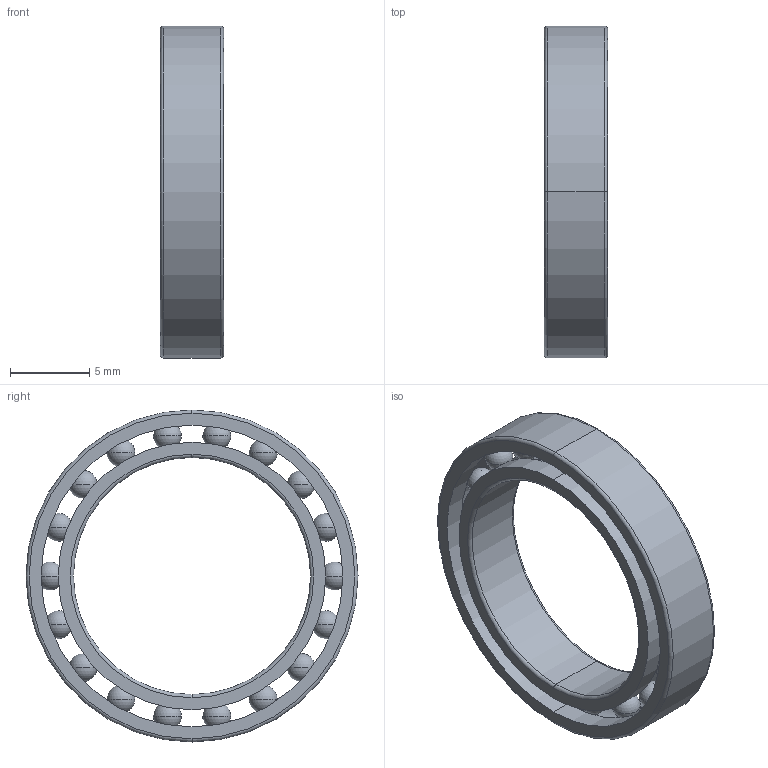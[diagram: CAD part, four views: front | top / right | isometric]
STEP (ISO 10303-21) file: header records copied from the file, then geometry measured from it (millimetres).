
FILE_DESCRIPTION (( 'STEP AP214' ), '1' );
FILE_NAME ('6702 ball bearing.STEP', '2025-02-10T18:05:06', ( '' ), ( '' ), 'SwSTEP 2.0', 'SolidWorks 2024', '' );
FILE_SCHEMA (( 'AUTOMOTIVE_DESIGN' ));
Length unit declared in the file: millimetre
Products named in the file (5): 6702 Outer Ring.stp; 6702 Inner Ring.stp; 6702 Ball.stp; 6702 ball bearing; 6702.stp
Assembly tree (21 placements, depth 3):
  6702 ball bearing
    6702.stp
      6702 Inner Ring.stp
      6702 Outer Ring.stp
      6702 Ball.stp  x18
Bounding box: 4 x 21 x 21 mm (x, y, z)
Volume: 443.6 mm3; surface area: 1305.6 mm2
Topology: 20 solids, 20 shells, 66 faces, 186 edges, 124 vertices
Faces by surface type: sphere 36, torus 14, cylinder 12, plane 4
Entity records: 1119 total; most frequent: DIRECTION 226, CARTESIAN_POINT 155, ORIENTED_EDGE 124, AXIS2_PLACEMENT_3D 107, EDGE_CURVE 62, CIRCLE 50, VERTEX_POINT 36, EDGE_LOOP 36
